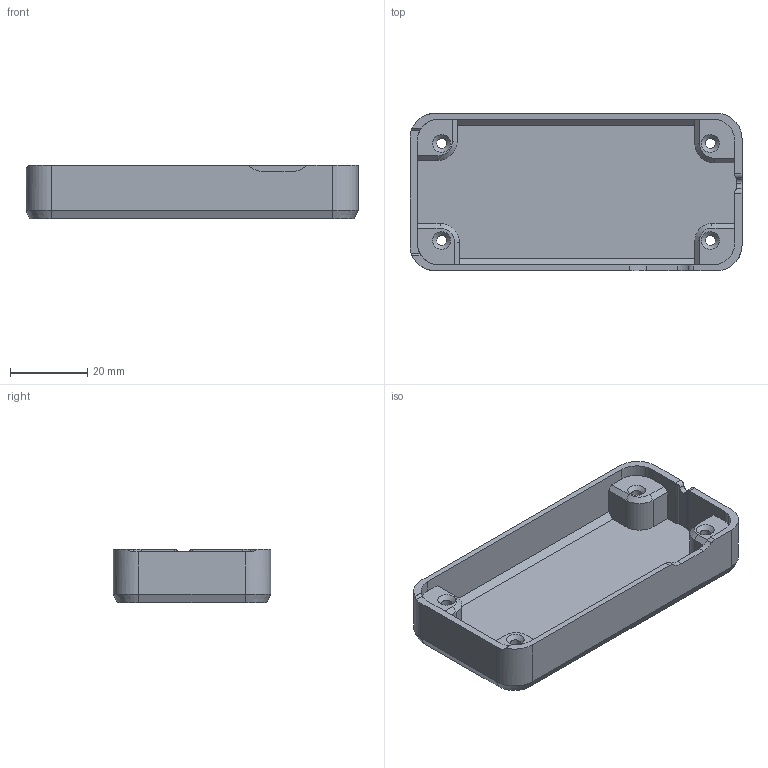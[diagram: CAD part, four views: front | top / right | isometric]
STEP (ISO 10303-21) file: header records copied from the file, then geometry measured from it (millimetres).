
FILE_DESCRIPTION(/* description */ (''),/* implementation_level */ '2;1');
FILE_NAME(/* name */ 'Batt Holder.step',/* time_stamp */ '2022-09-29T16:32:13-07:00',/* author */ (''),/* organization */ (''),/* preprocessor_version */ 'ST-DEVELOPER v19',/* originating_system */ 'Autodesk Translation Framework v11.7.0.108',/* authorisation */ '');
FILE_SCHEMA (('AUTOMOTIVE_DESIGN { 1 0 10303 214 3 1 1 }'));
Length unit declared in the file: millimetre
Products named in the file (1): Batt Holder
Bounding box: 86 x 40.8 x 13.85 mm (x, y, z)
Volume: 12450.2 mm3; surface area: 13106.5 mm2
Topology: 1 solids, 1 shells, 106 faces, 280 edges, 176 vertices
Faces by surface type: plane 49, cylinder 37, cone 20
Full cylindrical faces by diameter (mm): 2.6 x4, 3.5 x4
Entity records: 3348 total; most frequent: CARTESIAN_POINT 597, DIRECTION 582, ORIENTED_EDGE 560, EDGE_CURVE 280, AXIS2_PLACEMENT_3D 201, LINE 180, VECTOR 180, VERTEX_POINT 176
